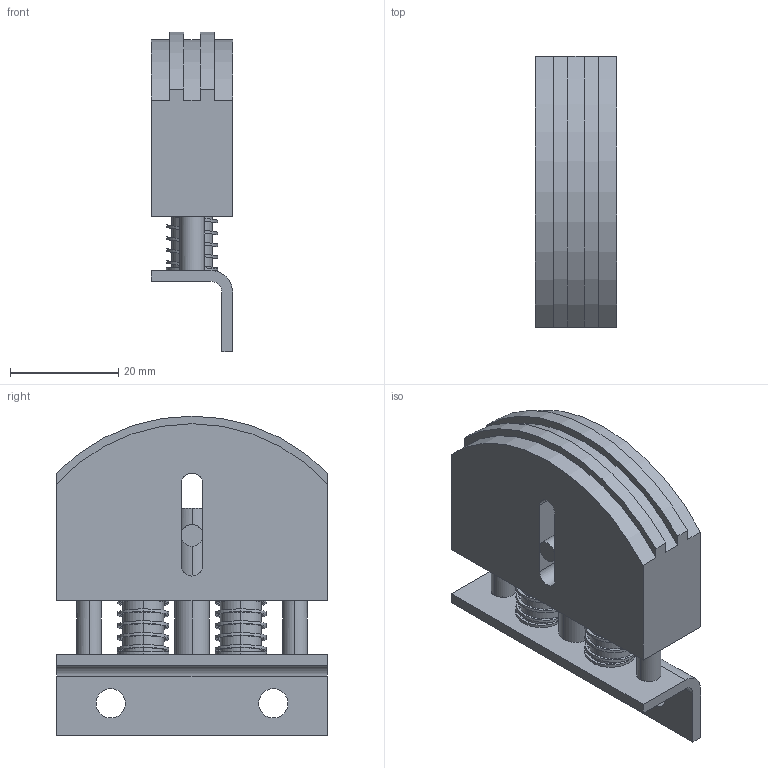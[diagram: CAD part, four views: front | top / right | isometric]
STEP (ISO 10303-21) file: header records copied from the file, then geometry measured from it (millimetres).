
FILE_DESCRIPTION(('STEP AP214'),'1');
FILE_NAME('cctmp_75A93317-5CAD-41D8-9D7E-2D71F7AE0AA0_2023_6_20_11_40_13_746..stp','2023-06-20T09:40:13',('Murtfeldt Kunststoffe GmbH & Co.KG'),('CADClick - www.CADClick.com'),'Spatial InterOp 3D',' ','unknown authorization');
FILE_SCHEMA(('AUTOMOTIVE_DESIGN'));
Length unit declared in the file: millimetre
Products named in the file (1): 1
Bounding box: 15 x 50 x 59 mm (x, y, z)
Volume: 22893.8 mm3; surface area: 13156.3 mm2
Topology: 9 solids, 9 shells, 198 faces, 508 edges, 321 vertices
Faces by surface type: cylinder 113, plane 69, cone 16
Entity records: 8498 total; most frequent: CARTESIAN_POINT 1734, DIRECTION 1166, ORIENTED_EDGE 1004, EDGE_CURVE 502, AXIS2_PLACEMENT_3D 479, VERTEX_POINT 321, CIRCLE 244, EDGE_LOOP 239
